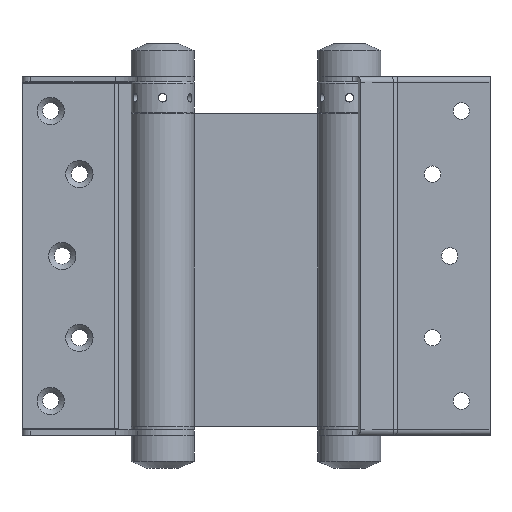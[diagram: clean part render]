
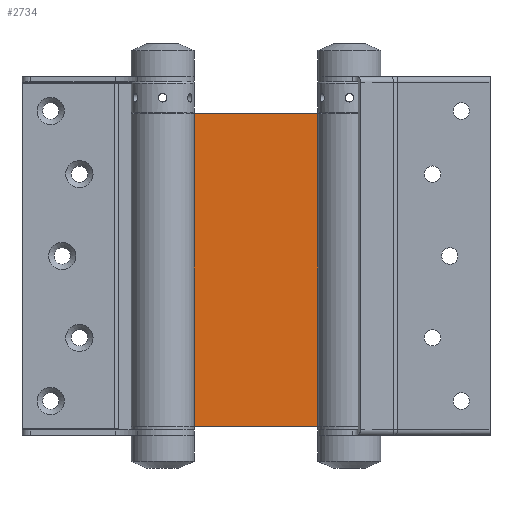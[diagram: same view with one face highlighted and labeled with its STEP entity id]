
A CAD part, top view. The second image highlights one B-rep face of the part: STEP entity #2734.
In plain terms, the highlighted planar face has unit normal (0, 0, 1).
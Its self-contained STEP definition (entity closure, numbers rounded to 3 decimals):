
#81 = CARTESIAN_POINT ( 'NONE',  ( -21.546, 54.5, 1. ) ) ;
#329 = ORIENTED_EDGE ( 'NONE', *, *, #7443, .F. ) ;
#1236 = CARTESIAN_POINT ( 'NONE',  ( -21.546, 54.5, 1. ) ) ;
#1433 = LINE ( 'NONE', #11388, #2663 ) ;
#1562 = DIRECTION ( 'NONE',  ( 0., -1., 0. ) ) ;
#2086 = ORIENTED_EDGE ( 'NONE', *, *, #3568, .T. ) ;
#2461 = EDGE_CURVE ( 'NONE', #12749, #13924, #5213, .T. ) ;
#2663 = VECTOR ( 'NONE', #13629, 1000. ) ;
#2734 = ADVANCED_FACE ( 'NONE', ( #12816 ), #3967, .F. ) ;
#3069 = VECTOR ( 'NONE', #11726, 1000. ) ;
#3568 = EDGE_CURVE ( 'NONE', #13924, #7708, #11728, .T. ) ;
#3911 = CARTESIAN_POINT ( 'NONE',  ( -21.546, -54.5, 1. ) ) ;
#3967 = PLANE ( 'NONE',  #10124 ) ;
#5213 = LINE ( 'NONE', #81, #13882 ) ;
#5706 = DIRECTION ( 'NONE',  ( 0., -1., 0. ) ) ;
#6133 = CARTESIAN_POINT ( 'NONE',  ( 21.546, -54.5, 1. ) ) ;
#6621 = EDGE_LOOP ( 'NONE', ( #2086, #11027, #329, #13039 ) ) ;
#7443 = EDGE_CURVE ( 'NONE', #12749, #12368, #1433, .T. ) ;
#7708 = VERTEX_POINT ( 'NONE', #6133 ) ;
#8201 = CARTESIAN_POINT ( 'NONE',  ( 21.546, 54.5, 1. ) ) ;
#8425 = LINE ( 'NONE', #8201, #9119 ) ;
#8983 = CARTESIAN_POINT ( 'NONE',  ( -21.546, -54.5, 1. ) ) ;
#9119 = VECTOR ( 'NONE', #1562, 1000. ) ;
#9265 = EDGE_CURVE ( 'NONE', #12368, #7708, #8425, .T. ) ;
#9697 = CARTESIAN_POINT ( 'NONE',  ( -21.546, 54.5, 1. ) ) ;
#9731 = CARTESIAN_POINT ( 'NONE',  ( 21.546, 54.5, 1. ) ) ;
#10124 = AXIS2_PLACEMENT_3D ( 'NONE', #9697, #13129, #10785 ) ;
#10785 = DIRECTION ( 'NONE',  ( -1., 0., 0. ) ) ;
#11027 = ORIENTED_EDGE ( 'NONE', *, *, #9265, .F. ) ;
#11388 = CARTESIAN_POINT ( 'NONE',  ( -21.546, 54.5, 1. ) ) ;
#11726 = DIRECTION ( 'NONE',  ( 1., 0., 0. ) ) ;
#11728 = LINE ( 'NONE', #3911, #3069 ) ;
#12368 = VERTEX_POINT ( 'NONE', #9731 ) ;
#12749 = VERTEX_POINT ( 'NONE', #1236 ) ;
#12816 = FACE_OUTER_BOUND ( 'NONE', #6621, .T. ) ;
#13039 = ORIENTED_EDGE ( 'NONE', *, *, #2461, .T. ) ;
#13129 = DIRECTION ( 'NONE',  ( 0., 0., -1. ) ) ;
#13629 = DIRECTION ( 'NONE',  ( 1., 0., 0. ) ) ;
#13882 = VECTOR ( 'NONE', #5706, 1000. ) ;
#13924 = VERTEX_POINT ( 'NONE', #8983 ) ;
